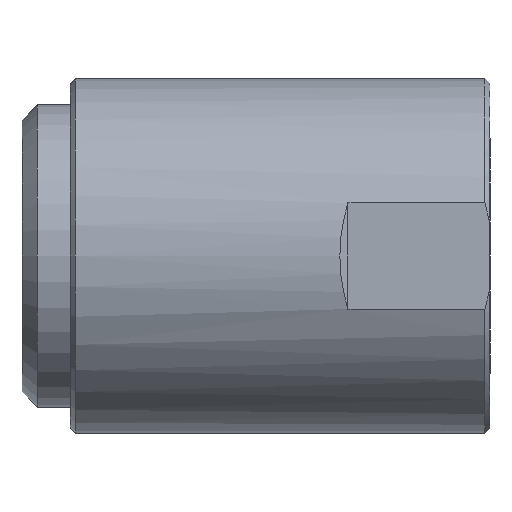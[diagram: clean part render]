
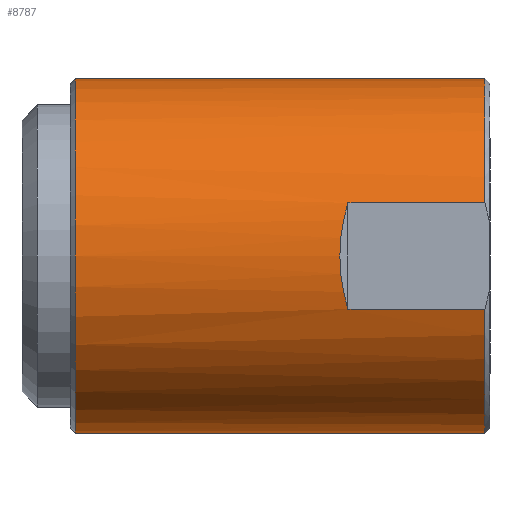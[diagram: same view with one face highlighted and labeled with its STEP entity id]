
A CAD part, front view. The second image highlights one B-rep face of the part: STEP entity #8787.
In plain terms, the highlighted cylindrical face has radius 17.464 mm (diameter 34.928 mm), a partial arc.
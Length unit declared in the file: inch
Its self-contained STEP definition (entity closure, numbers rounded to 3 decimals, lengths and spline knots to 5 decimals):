
#458 = VERTEX_POINT ( 'NONE', #1350 ) ;
#489 = EDGE_CURVE ( 'NONE', #4650, #7981, #5014, .T. ) ;
#721 = EDGE_CURVE ( 'NONE', #1521, #8773, #5195, .T. ) ;
#739 = CIRCLE ( 'NONE', #9866, 0.68755 ) ;
#884 = CIRCLE ( 'NONE', #6229, 0.68755 ) ;
#959 = DIRECTION ( 'NONE',  ( -1., 0., 0. ) ) ;
#1053 = VERTEX_POINT ( 'NONE', #1767 ) ;
#1267 = CIRCLE ( 'NONE', #5039, 0.68755 ) ;
#1339 = LINE ( 'NONE', #3438, #4610 ) ;
#1350 = CARTESIAN_POINT ( 'NONE',  ( 1.32375, -0.65605, 0.20573 ) ) ;
#1521 = VERTEX_POINT ( 'NONE', #6258 ) ;
#1696 = EDGE_CURVE ( 'NONE', #458, #4650, #739, .T. ) ;
#1767 = CARTESIAN_POINT ( 'NONE',  ( -0.26175, 0., -0.68755 ) ) ;
#2100 = CARTESIAN_POINT ( 'NONE',  ( 0., 0., 0.68755 ) ) ;
#2124 = ORIENTED_EDGE ( 'NONE', *, *, #489, .T. ) ;
#2332 = CARTESIAN_POINT ( 'NONE',  ( 1.32375, 0., 0.68755 ) ) ;
#2688 = CARTESIAN_POINT ( 'NONE',  ( 1.32375, 0., -0.68755 ) ) ;
#3286 = VECTOR ( 'NONE', #10742, 39.37008 ) ;
#3326 = CARTESIAN_POINT ( 'NONE',  ( 1.32375, 0., 0. ) ) ;
#3438 = CARTESIAN_POINT ( 'NONE',  ( 0., 0., -0.68755 ) ) ;
#3549 = ORIENTED_EDGE ( 'NONE', *, *, #721, .F. ) ;
#3652 = ORIENTED_EDGE ( 'NONE', *, *, #1696, .T. ) ;
#3734 = ORIENTED_EDGE ( 'NONE', *, *, #10963, .F. ) ;
#3821 = CARTESIAN_POINT ( 'NONE',  ( 0.79375, -0.65605, 0.20573 ) ) ;
#3865 = VECTOR ( 'NONE', #5860, 39.37008 ) ;
#4116 = CARTESIAN_POINT ( 'NONE',  ( 1.32375, 0., 0. ) ) ;
#4117 = DIRECTION ( 'NONE',  ( 0., 0., 1. ) ) ;
#4610 = VECTOR ( 'NONE', #7926, 39.37008 ) ;
#4636 = CARTESIAN_POINT ( 'NONE',  ( 0.75142, -0.69838, -0.07074 ) ) ;
#4645 = VECTOR ( 'NONE', #959, 39.37008 ) ;
#4650 = VERTEX_POINT ( 'NONE', #2332 ) ;
#4703 = CARTESIAN_POINT ( 'NONE',  ( 0.79375, -0.65605, -0.20573 ) ) ;
#4759 = EDGE_CURVE ( 'NONE', #8773, #11460, #4933, .T. ) ;
#4933 = LINE ( 'NONE', #7800, #3865 ) ;
#5014 = LINE ( 'NONE', #2100, #3286 ) ;
#5039 = AXIS2_PLACEMENT_3D ( 'NONE', #4116, #7912, #11715 ) ;
#5195 =( BOUNDED_CURVE ( )  B_SPLINE_CURVE ( 3, ( #3821, #7446, #4636, #4703 ),
 .UNSPECIFIED., .F., .T. ) 
 B_SPLINE_CURVE_WITH_KNOTS ( ( 4, 4 ),
 ( 5.97931, 6.58706 ),
 .UNSPECIFIED. ) 
 CURVE ( )  GEOMETRIC_REPRESENTATION_ITEM ( )  RATIONAL_B_SPLINE_CURVE ( ( 1., 0.969, 0.969, 1. ) ) 
 REPRESENTATION_ITEM ( '' )  );
#5487 = CARTESIAN_POINT ( 'NONE',  ( 0., -0.65605, 0.20573 ) ) ;
#5860 = DIRECTION ( 'NONE',  ( 1., 0., 0. ) ) ;
#6007 = ORIENTED_EDGE ( 'NONE', *, *, #11140, .T. ) ;
#6045 = DIRECTION ( 'NONE',  ( -1., 0., 0. ) ) ;
#6229 = AXIS2_PLACEMENT_3D ( 'NONE', #7696, #6579, #8451 ) ;
#6258 = CARTESIAN_POINT ( 'NONE',  ( 0.79375, -0.65605, 0.20573 ) ) ;
#6512 = DIRECTION ( 'NONE',  ( 0., 0., 1. ) ) ;
#6579 = DIRECTION ( 'NONE',  ( -1., 0., 0. ) ) ;
#7397 = EDGE_CURVE ( 'NONE', #8171, #1053, #1339, .T. ) ;
#7446 = CARTESIAN_POINT ( 'NONE',  ( 0.75142, -0.69838, 0.07074 ) ) ;
#7509 = ORIENTED_EDGE ( 'NONE', *, *, #4759, .F. ) ;
#7668 = LINE ( 'NONE', #5487, #4645 ) ;
#7696 = CARTESIAN_POINT ( 'NONE',  ( -0.26175, 0., 0. ) ) ;
#7800 = CARTESIAN_POINT ( 'NONE',  ( 0., -0.65605, -0.20573 ) ) ;
#7912 = DIRECTION ( 'NONE',  ( -1., 0., 0. ) ) ;
#7926 = DIRECTION ( 'NONE',  ( -1., 0., 0. ) ) ;
#7971 = CARTESIAN_POINT ( 'NONE',  ( 0., 0., 0. ) ) ;
#7981 = VERTEX_POINT ( 'NONE', #10928 ) ;
#8171 = VERTEX_POINT ( 'NONE', #2688 ) ;
#8451 = DIRECTION ( 'NONE',  ( 0., 0., 1. ) ) ;
#8773 = VERTEX_POINT ( 'NONE', #8967 ) ;
#8787 = ADVANCED_FACE ( 'NONE', ( #9963 ), #11840, .T. ) ;
#8967 = CARTESIAN_POINT ( 'NONE',  ( 0.79375, -0.65605, -0.20573 ) ) ;
#9866 = AXIS2_PLACEMENT_3D ( 'NONE', #3326, #10923, #6512 ) ;
#9963 = FACE_OUTER_BOUND ( 'NONE', #10099, .T. ) ;
#10099 = EDGE_LOOP ( 'NONE', ( #12252, #6007, #7509, #3549, #12099, #3652, #2124, #3734 ) ) ;
#10742 = DIRECTION ( 'NONE',  ( -1., 0., 0. ) ) ;
#10833 = CARTESIAN_POINT ( 'NONE',  ( 1.32375, -0.65605, -0.20573 ) ) ;
#10923 = DIRECTION ( 'NONE',  ( -1., 0., 0. ) ) ;
#10928 = CARTESIAN_POINT ( 'NONE',  ( -0.26175, 0., 0.68755 ) ) ;
#10963 = EDGE_CURVE ( 'NONE', #1053, #7981, #884, .T. ) ;
#11140 = EDGE_CURVE ( 'NONE', #8171, #11460, #1267, .T. ) ;
#11183 = AXIS2_PLACEMENT_3D ( 'NONE', #7971, #6045, #4117 ) ;
#11214 = EDGE_CURVE ( 'NONE', #458, #1521, #7668, .T. ) ;
#11460 = VERTEX_POINT ( 'NONE', #10833 ) ;
#11715 = DIRECTION ( 'NONE',  ( 0., 0., 1. ) ) ;
#11840 = CYLINDRICAL_SURFACE ( 'NONE', #11183, 0.68755 ) ;
#12099 = ORIENTED_EDGE ( 'NONE', *, *, #11214, .F. ) ;
#12252 = ORIENTED_EDGE ( 'NONE', *, *, #7397, .F. ) ;
